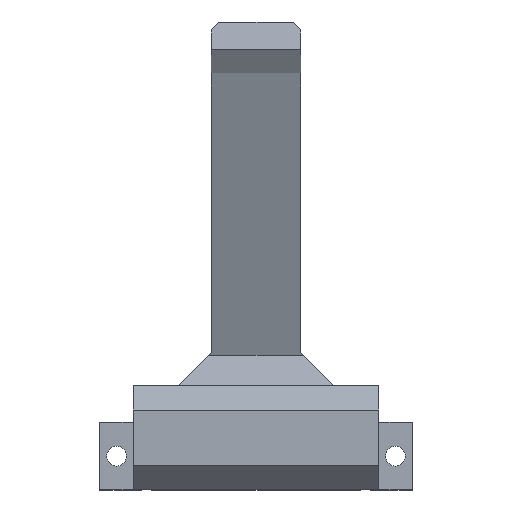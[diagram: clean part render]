
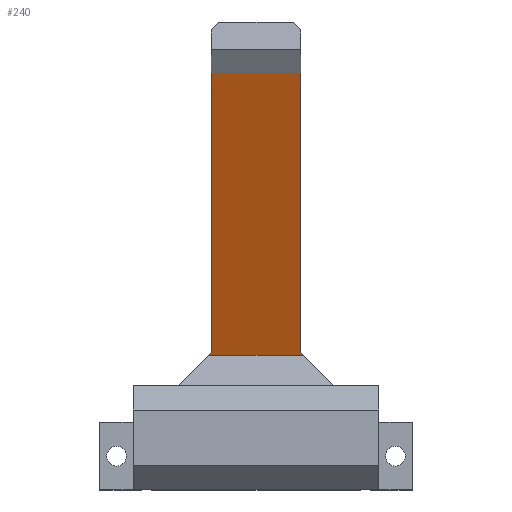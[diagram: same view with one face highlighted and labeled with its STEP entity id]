
A CAD part, top view. The second image highlights one B-rep face of the part: STEP entity #240.
In plain terms, the highlighted planar face has unit normal (0, -0.371, 0.929).
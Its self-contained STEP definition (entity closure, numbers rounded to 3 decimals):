
#14 = VECTOR ( 'NONE', #685, 1000. ) ;
#22 = CARTESIAN_POINT ( 'NONE',  ( -5.45, 4.884, -12.236 ) ) ;
#88 = LINE ( 'NONE', #795, #14 ) ;
#107 = EDGE_CURVE ( 'NONE', #399, #512, #779, .T. ) ;
#153 = AXIS2_PLACEMENT_3D ( 'NONE', #1519, #1787, #976 ) ;
#180 = VERTEX_POINT ( 'NONE', #1540 ) ;
#191 = DIRECTION ( 'NONE',  ( 0., -0.929, -0.371 ) ) ;
#240 = ADVANCED_FACE ( 'NONE', ( #1650 ), #506, .F. ) ;
#299 = LINE ( 'NONE', #22, #1500 ) ;
#329 = VECTOR ( 'NONE', #1092, 1000. ) ;
#367 = EDGE_LOOP ( 'NONE', ( #527, #614, #888, #1634, #509, #1656 ) ) ;
#399 = VERTEX_POINT ( 'NONE', #1699 ) ;
#457 = CARTESIAN_POINT ( 'NONE',  ( -5.45, 59., 9.365 ) ) ;
#506 = PLANE ( 'NONE',  #153 ) ;
#509 = ORIENTED_EDGE ( 'NONE', *, *, #605, .F. ) ;
#512 = VERTEX_POINT ( 'NONE', #1629 ) ;
#527 = ORIENTED_EDGE ( 'NONE', *, *, #858, .T. ) ;
#605 = EDGE_CURVE ( 'NONE', #1042, #512, #640, .T. ) ;
#614 = ORIENTED_EDGE ( 'NONE', *, *, #1782, .T. ) ;
#640 = LINE ( 'NONE', #1389, #329 ) ;
#685 = DIRECTION ( 'NONE',  ( -0.681, -0.681, -0.272 ) ) ;
#716 = CARTESIAN_POINT ( 'NONE',  ( -5.45, 93.108, 22.98 ) ) ;
#779 = LINE ( 'NONE', #1594, #1082 ) ;
#795 = CARTESIAN_POINT ( 'NONE',  ( -29.457, 34.993, -0.217 ) ) ;
#800 = VERTEX_POINT ( 'NONE', #716 ) ;
#822 = VERTEX_POINT ( 'NONE', #457 ) ;
#858 = EDGE_CURVE ( 'NONE', #800, #822, #299, .T. ) ;
#888 = ORIENTED_EDGE ( 'NONE', *, *, #1546, .T. ) ;
#928 = CARTESIAN_POINT ( 'NONE',  ( 5.45, 93.108, 22.98 ) ) ;
#976 = DIRECTION ( 'NONE',  ( 0., 0.929, 0.371 ) ) ;
#1010 = EDGE_CURVE ( 'NONE', #1042, #800, #1350, .T. ) ;
#1042 = VERTEX_POINT ( 'NONE', #1109 ) ;
#1082 = VECTOR ( 'NONE', #1454, 1000. ) ;
#1092 = DIRECTION ( 'NONE',  ( 0., -0.929, -0.371 ) ) ;
#1109 = CARTESIAN_POINT ( 'NONE',  ( 5.45, 93.108, 22.98 ) ) ;
#1158 = LINE ( 'NONE', #1309, #1618 ) ;
#1173 = VECTOR ( 'NONE', #1810, 1000. ) ;
#1309 = CARTESIAN_POINT ( 'NONE',  ( 5.45, 58.715, 9.251 ) ) ;
#1350 = LINE ( 'NONE', #928, #1173 ) ;
#1389 = CARTESIAN_POINT ( 'NONE',  ( 5.45, 4.884, -12.236 ) ) ;
#1454 = DIRECTION ( 'NONE',  ( -0.681, 0.681, 0.272 ) ) ;
#1500 = VECTOR ( 'NONE', #191, 1000. ) ;
#1519 = CARTESIAN_POINT ( 'NONE',  ( 5.45, 4.884, -12.236 ) ) ;
#1540 = CARTESIAN_POINT ( 'NONE',  ( -5.735, 58.715, 9.251 ) ) ;
#1546 = EDGE_CURVE ( 'NONE', #180, #399, #1158, .T. ) ;
#1594 = CARTESIAN_POINT ( 'NONE',  ( 34.504, 29.946, -2.232 ) ) ;
#1618 = VECTOR ( 'NONE', #1713, 1000. ) ;
#1629 = CARTESIAN_POINT ( 'NONE',  ( 5.45, 59., 9.365 ) ) ;
#1634 = ORIENTED_EDGE ( 'NONE', *, *, #107, .T. ) ;
#1650 = FACE_OUTER_BOUND ( 'NONE', #367, .T. ) ;
#1656 = ORIENTED_EDGE ( 'NONE', *, *, #1010, .T. ) ;
#1699 = CARTESIAN_POINT ( 'NONE',  ( 5.735, 58.715, 9.251 ) ) ;
#1713 = DIRECTION ( 'NONE',  ( 1., 0., 0. ) ) ;
#1782 = EDGE_CURVE ( 'NONE', #822, #180, #88, .T. ) ;
#1787 = DIRECTION ( 'NONE',  ( 0., 0.371, -0.929 ) ) ;
#1810 = DIRECTION ( 'NONE',  ( -1., 0., 0. ) ) ;
